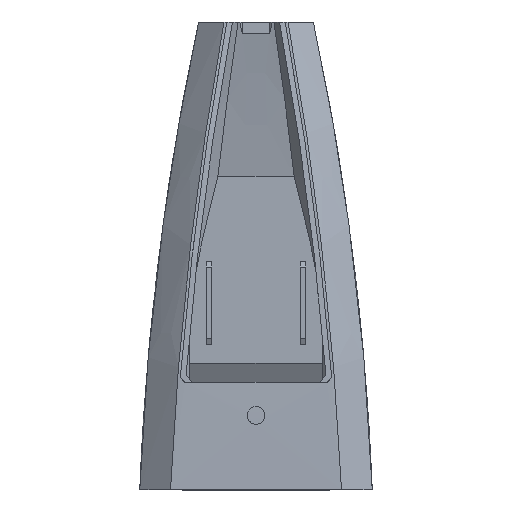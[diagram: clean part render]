
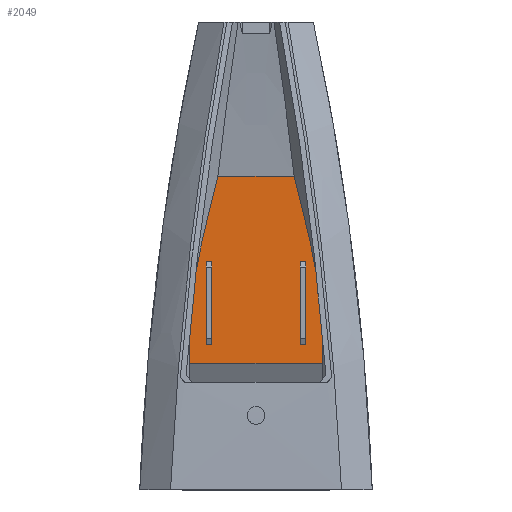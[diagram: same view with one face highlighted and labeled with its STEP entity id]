
A CAD part, top view. The second image highlights one B-rep face of the part: STEP entity #2049.
In plain terms, the highlighted planar face has unit normal (0, 0, 1).
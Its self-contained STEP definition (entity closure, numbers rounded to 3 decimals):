
#39=FACE_BOUND('',#463,.T.);
#40=FACE_BOUND('',#464,.T.);
#74=LINE('',#4624,#167);
#77=LINE('',#4630,#170);
#83=LINE('',#4643,#176);
#86=LINE('',#4649,#179);
#90=LINE('',#4657,#183);
#92=LINE('',#4661,#185);
#94=LINE('',#4796,#187);
#96=LINE('',#4799,#189);
#97=LINE('',#4801,#190);
#98=LINE('',#4809,#191);
#99=LINE('',#4823,#192);
#100=LINE('',#4824,#193);
#167=VECTOR('',#2263,10.);
#170=VECTOR('',#2268,10.);
#176=VECTOR('',#2278,10.);
#179=VECTOR('',#2283,10.);
#183=VECTOR('',#2291,10.);
#185=VECTOR('',#2295,10.);
#187=VECTOR('',#2299,10.);
#189=VECTOR('',#2303,10.);
#190=VECTOR('',#2306,10.);
#191=VECTOR('',#2309,10.);
#192=VECTOR('',#2312,10.);
#193=VECTOR('',#2313,10.);
#266=PLANE('',#2156);
#344=FACE_OUTER_BOUND('',#462,.T.);
#462=EDGE_LOOP('',(#1558,#1559,#1560,#1561,#1562,#1563));
#463=EDGE_LOOP('',(#1564,#1565,#1566,#1567));
#464=EDGE_LOOP('',(#1568,#1569,#1570,#1571));
#656=B_SPLINE_CURVE_WITH_KNOTS('',3,(#4735,#4736,#4737,#4738,#4739,#4740,
#4741),.UNSPECIFIED.,.F.,.F.,(4,3,4),(-2.452,-0.051,
2.215),.UNSPECIFIED.);
#667=B_SPLINE_CURVE_WITH_KNOTS('',3,(#4816,#4817,#4818,#4819,#4820,#4821,
#4822),.UNSPECIFIED.,.F.,.F.,(4,3,4),(-4.952,-2.686,
-0.286),.UNSPECIFIED.);
#861=VERTEX_POINT('',#4617);
#864=VERTEX_POINT('',#4622);
#866=VERTEX_POINT('',#4628);
#868=VERTEX_POINT('',#4636);
#871=VERTEX_POINT('',#4641);
#873=VERTEX_POINT('',#4647);
#875=VERTEX_POINT('',#4655);
#876=VERTEX_POINT('',#4659);
#884=VERTEX_POINT('',#4729);
#885=VERTEX_POINT('',#4734);
#892=VERTEX_POINT('',#4793);
#893=VERTEX_POINT('',#4795);
#894=VERTEX_POINT('',#4803);
#896=VERTEX_POINT('',#4815);
#1112=EDGE_CURVE('',#861,#864,#74,.T.);
#1115=EDGE_CURVE('',#864,#866,#77,.T.);
#1121=EDGE_CURVE('',#868,#871,#83,.T.);
#1124=EDGE_CURVE('',#871,#873,#86,.T.);
#1128=EDGE_CURVE('',#873,#875,#90,.T.);
#1130=EDGE_CURVE('',#866,#876,#92,.T.);
#1139=EDGE_CURVE('',#884,#885,#656,.T.);
#1149=EDGE_CURVE('',#893,#892,#94,.T.);
#1151=EDGE_CURVE('',#875,#868,#96,.T.);
#1152=EDGE_CURVE('',#876,#861,#97,.T.);
#1154=EDGE_CURVE('',#894,#892,#98,.T.);
#1156=EDGE_CURVE('',#896,#894,#667,.T.);
#1157=EDGE_CURVE('',#896,#885,#99,.F.);
#1158=EDGE_CURVE('',#884,#893,#100,.T.);
#1558=ORIENTED_EDGE('',*,*,#1156,.F.);
#1559=ORIENTED_EDGE('',*,*,#1157,.T.);
#1560=ORIENTED_EDGE('',*,*,#1139,.F.);
#1561=ORIENTED_EDGE('',*,*,#1158,.T.);
#1562=ORIENTED_EDGE('',*,*,#1149,.T.);
#1563=ORIENTED_EDGE('',*,*,#1154,.F.);
#1564=ORIENTED_EDGE('',*,*,#1124,.T.);
#1565=ORIENTED_EDGE('',*,*,#1128,.T.);
#1566=ORIENTED_EDGE('',*,*,#1151,.T.);
#1567=ORIENTED_EDGE('',*,*,#1121,.T.);
#1568=ORIENTED_EDGE('',*,*,#1115,.T.);
#1569=ORIENTED_EDGE('',*,*,#1130,.T.);
#1570=ORIENTED_EDGE('',*,*,#1152,.T.);
#1571=ORIENTED_EDGE('',*,*,#1112,.T.);
#2049=ADVANCED_FACE('',(#344,#39,#40),#266,.T.);
#2156=AXIS2_PLACEMENT_3D('',#4814,#2310,#2311);
#2263=DIRECTION('',(1.,0.,0.));
#2268=DIRECTION('',(0.,-1.,0.));
#2278=DIRECTION('',(1.,0.,0.));
#2283=DIRECTION('',(0.,-1.,0.));
#2291=DIRECTION('',(-1.,0.,0.));
#2295=DIRECTION('',(-1.,0.,0.));
#2299=DIRECTION('',(1.,0.,0.));
#2303=DIRECTION('',(0.,1.,0.));
#2306=DIRECTION('',(0.,1.,0.));
#2309=DIRECTION('',(0.,-1.,0.));
#2310=DIRECTION('center_axis',(0.,0.,1.));
#2311=DIRECTION('ref_axis',(1.,0.,0.));
#2312=DIRECTION('',(1.,0.,0.));
#2313=DIRECTION('',(0.,-1.,0.));
#4617=CARTESIAN_POINT('',(16.,83.,-22.));
#4622=CARTESIAN_POINT('',(18.,83.,-22.));
#4624=CARTESIAN_POINT('',(9.,83.,-22.));
#4628=CARTESIAN_POINT('',(18.,53.,-22.));
#4630=CARTESIAN_POINT('',(18.,61.,-22.));
#4636=CARTESIAN_POINT('',(-18.,83.,-22.));
#4641=CARTESIAN_POINT('',(-16.,83.,-22.));
#4643=CARTESIAN_POINT('',(-8.,83.,-22.));
#4647=CARTESIAN_POINT('',(-16.,53.,-22.));
#4649=CARTESIAN_POINT('',(-16.,61.,-22.));
#4655=CARTESIAN_POINT('',(-18.,53.,-22.));
#4657=CARTESIAN_POINT('',(-9.,53.,-22.));
#4659=CARTESIAN_POINT('',(16.,53.,-22.));
#4661=CARTESIAN_POINT('',(8.,53.,-22.));
#4729=CARTESIAN_POINT('',(-24.,68.479,-22.));
#4734=CARTESIAN_POINT('',(-13.88,114.,-22.));
#4735=CARTESIAN_POINT('Ctrl Pts',(-24.,68.479,-22.));
#4736=CARTESIAN_POINT('Ctrl Pts',(-22.58,76.352,-22.));
#4737=CARTESIAN_POINT('Ctrl Pts',(-20.994,84.192,-22.));
#4738=CARTESIAN_POINT('Ctrl Pts',(-19.247,92.,-22.));
#4739=CARTESIAN_POINT('Ctrl Pts',(-17.598,99.372,-22.));
#4740=CARTESIAN_POINT('Ctrl Pts',(-15.808,106.704,-22.));
#4741=CARTESIAN_POINT('Ctrl Pts',(-13.88,114.,-22.));
#4793=CARTESIAN_POINT('',(24.,46.,-22.));
#4795=CARTESIAN_POINT('',(-24.,46.,-22.));
#4796=CARTESIAN_POINT('',(-24.,46.,-22.));
#4799=CARTESIAN_POINT('',(-18.,76.,-22.));
#4801=CARTESIAN_POINT('',(16.,76.,-22.));
#4803=CARTESIAN_POINT('',(24.,68.479,-22.));
#4809=CARTESIAN_POINT('',(24.,92.,-22.));
#4814=CARTESIAN_POINT('Origin',(0.,69.,-22.));
#4815=CARTESIAN_POINT('',(13.88,114.,-22.));
#4816=CARTESIAN_POINT('Ctrl Pts',(13.88,114.,-22.));
#4817=CARTESIAN_POINT('Ctrl Pts',(15.808,106.704,-22.));
#4818=CARTESIAN_POINT('Ctrl Pts',(17.598,99.372,-22.));
#4819=CARTESIAN_POINT('Ctrl Pts',(19.247,92.,-22.));
#4820=CARTESIAN_POINT('Ctrl Pts',(20.994,84.192,-22.));
#4821=CARTESIAN_POINT('Ctrl Pts',(22.58,76.352,-22.));
#4822=CARTESIAN_POINT('Ctrl Pts',(24.,68.479,-22.));
#4823=CARTESIAN_POINT('',(-12.,114.,-22.));
#4824=CARTESIAN_POINT('',(-24.,92.,-22.));
